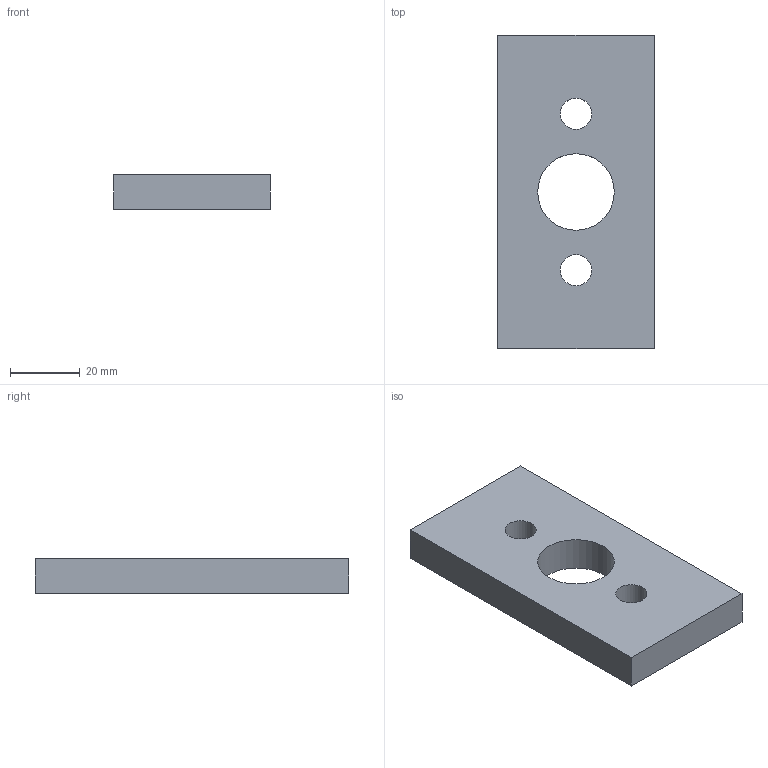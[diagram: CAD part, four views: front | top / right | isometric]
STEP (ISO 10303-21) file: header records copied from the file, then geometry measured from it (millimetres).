
FILE_DESCRIPTION(('STEP AP203'),'2;1');
FILE_NAME('31.105.00.stp','2011-09-08T18:03:04',(''),(''),'2009.3.110','THINKDESIGN','');
FILE_SCHEMA(('CONFIG_CONTROL_DESIGN'));
Length unit declared in the file: millimetre
Bounding box: 45 x 90 x 10 mm (x, y, z)
Volume: 35426.3 mm3; surface area: 11041.9 mm2
Topology: 1 solids, 1 shells, 9 faces, 27 edges, 20 vertices
Faces by surface type: plane 6, cylinder 3
Full cylindrical faces by diameter (mm): 9 x2, 22 x1
Entity records: 426 total; most frequent: DIRECTION 57, CARTESIAN_POINT 56, ORIENTED_EDGE 54, EDGE_CURVE 27, AXIS2_PLACEMENT_3D 21, VERTEX_POINT 20, VECTOR 15, LINE 15
